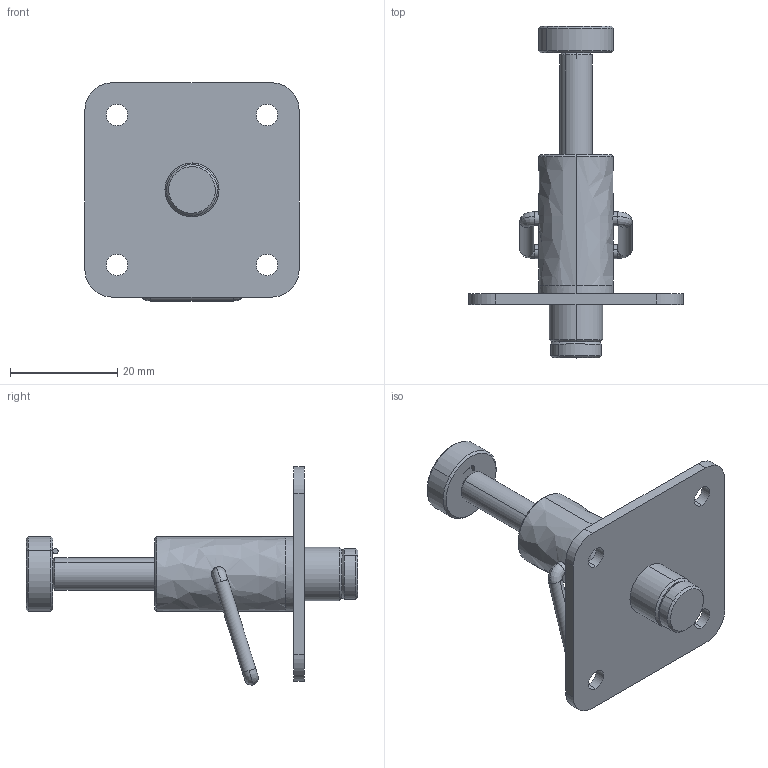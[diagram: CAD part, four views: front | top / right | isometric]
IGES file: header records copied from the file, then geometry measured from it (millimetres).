
Start section: SolidWorks IGES file using analytic representation for surfaces
Global section: file name: 87988L.IGS; native system: SolidWorks 2011; preprocessor: SolidWorks 2011; author: martinb; date: 110415.082439; units: millimetre
Bounding box: 40 x 62 x 40.76 mm (x, y, z)
Volume: 8980.9 mm3; surface area: 8739.2 mm2
Topology: 7 solids, 9 shells, 179 faces, 432 edges, 273 vertices
Faces by surface type: revolution 117, plane 62
